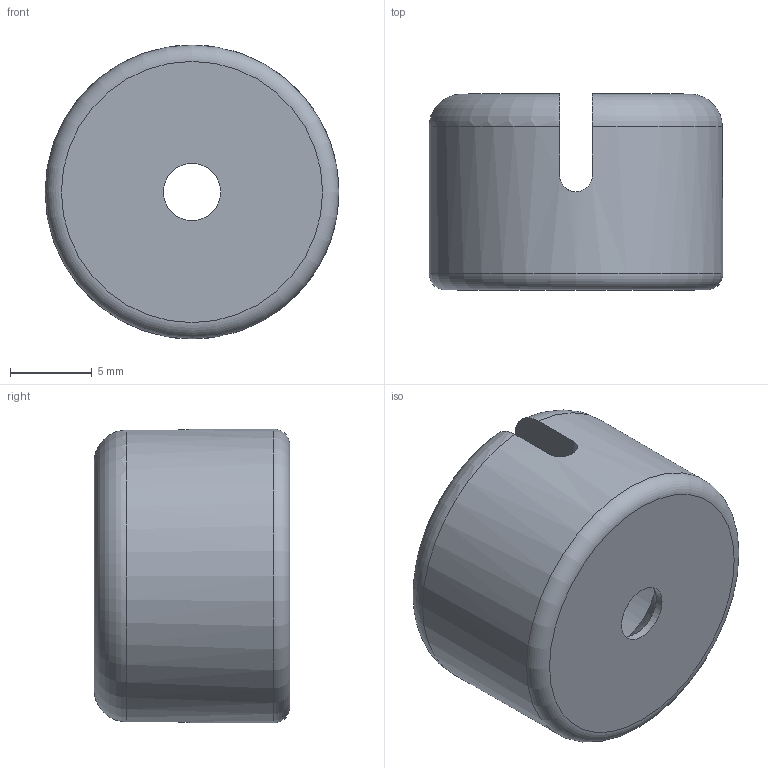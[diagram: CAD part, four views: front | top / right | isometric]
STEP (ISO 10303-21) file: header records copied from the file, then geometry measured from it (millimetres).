
FILE_DESCRIPTION(/* description */ (''),/* implementation_level */ '2;1');
FILE_NAME(/* name */ 'Ball_Holder.stp',/* time_stamp */ '2023-03-07T12:43:28+01:00',/* author */ ('Oudenas'),/* organization */ (''),/* preprocessor_version */ 'ST-DEVELOPER v17',/* originating_system */ 'Autodesk Inventor 2019',/* authorisation */ '');
FILE_SCHEMA (('AUTOMOTIVE_DESIGN { 1 0 10303 214 3 1 1 }'));
Length unit declared in the file: millimetre
Products named in the file (1): Caster_wheel_v4.iam
Bounding box: 18 x 12 x 18 mm (x, y, z)
Volume: 1604.5 mm3; surface area: 1595.5 mm2
Topology: 1 solids, 1 shells, 21 faces, 61 edges, 42 vertices
Faces by surface type: plane 8, torus 7, cylinder 5, cone 1
Full cylindrical faces by diameter (mm): 3.5 x1, 13.2 x1, 18 x1
Entity records: 883 total; most frequent: CARTESIAN_POINT 289, ORIENTED_EDGE 122, DIRECTION 106, EDGE_CURVE 61, AXIS2_PLACEMENT_3D 43, VERTEX_POINT 42, EDGE_LOOP 23, FACE_OUTER_BOUND 21
